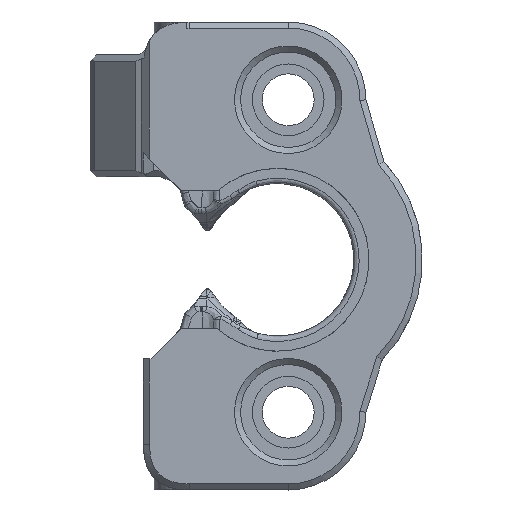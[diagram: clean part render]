
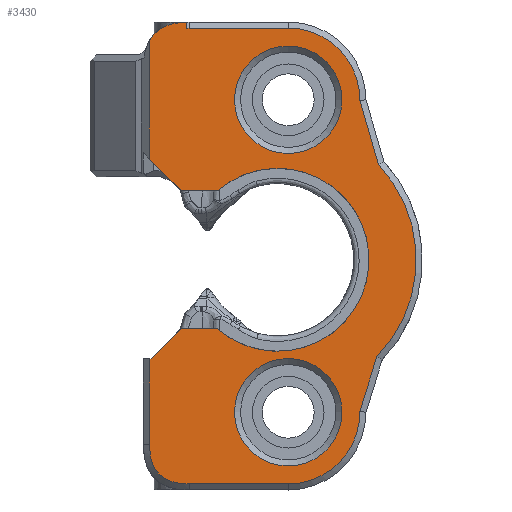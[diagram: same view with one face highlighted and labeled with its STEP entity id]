
A CAD part, left-side view. The second image highlights one B-rep face of the part: STEP entity #3430.
In plain terms, the highlighted planar face has unit normal (-1, 0, 0).
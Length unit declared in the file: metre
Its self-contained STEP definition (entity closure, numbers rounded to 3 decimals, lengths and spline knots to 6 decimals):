
#108=B_SPLINE_CURVE_WITH_KNOTS('',3,(#4682,#4683,#4684,#4685,#4686,#4687,
#4688),.UNSPECIFIED.,.F.,.F.,(4,1,1,1,4),(0.,0.001054,
0.002109,0.003163,0.004217),
 .UNSPECIFIED.);
#109=B_SPLINE_CURVE_WITH_KNOTS('',3,(#4708,#4709,#4710,#4711,#4712),
 .UNSPECIFIED.,.F.,.F.,(4,1,4),(0.,0.001416,0.002832),
 .UNSPECIFIED.);
#339=LINE('',#4648,#543);
#342=LINE('',#4673,#546);
#343=LINE('',#4676,#547);
#344=LINE('',#4677,#548);
#345=LINE('',#4678,#549);
#346=LINE('',#4680,#550);
#347=LINE('',#4690,#551);
#348=LINE('',#4694,#552);
#349=LINE('',#4698,#553);
#350=LINE('',#4702,#554);
#351=LINE('',#4704,#555);
#352=LINE('',#4706,#556);
#353=LINE('',#4714,#557);
#543=VECTOR('',#3943,1.);
#546=VECTOR('',#3958,1.);
#547=VECTOR('',#3959,1.);
#548=VECTOR('',#3960,1.);
#549=VECTOR('',#3961,1.);
#550=VECTOR('',#3962,1.);
#551=VECTOR('',#3963,1.);
#552=VECTOR('',#3966,1.);
#553=VECTOR('',#3969,1.);
#554=VECTOR('',#3972,1.);
#555=VECTOR('',#3973,1.);
#556=VECTOR('',#3974,1.);
#557=VECTOR('',#3975,1.);
#825=ORIENTED_EDGE('',*,*,#1878,.F.);
#826=ORIENTED_EDGE('',*,*,#1879,.F.);
#827=ORIENTED_EDGE('',*,*,#1880,.T.);
#828=ORIENTED_EDGE('',*,*,#1881,.T.);
#829=ORIENTED_EDGE('',*,*,#1877,.F.);
#830=ORIENTED_EDGE('',*,*,#1882,.F.);
#831=ORIENTED_EDGE('',*,*,#1871,.T.);
#832=ORIENTED_EDGE('',*,*,#1883,.T.);
#833=ORIENTED_EDGE('',*,*,#1884,.T.);
#834=ORIENTED_EDGE('',*,*,#1885,.T.);
#835=ORIENTED_EDGE('',*,*,#1886,.T.);
#836=ORIENTED_EDGE('',*,*,#1887,.T.);
#837=ORIENTED_EDGE('',*,*,#1888,.T.);
#838=ORIENTED_EDGE('',*,*,#1889,.T.);
#839=ORIENTED_EDGE('',*,*,#1890,.T.);
#840=ORIENTED_EDGE('',*,*,#1891,.T.);
#841=ORIENTED_EDGE('',*,*,#1892,.T.);
#842=ORIENTED_EDGE('',*,*,#1893,.T.);
#843=ORIENTED_EDGE('',*,*,#1894,.T.);
#844=ORIENTED_EDGE('',*,*,#1895,.T.);
#845=ORIENTED_EDGE('',*,*,#1896,.T.);
#1871=EDGE_CURVE('',#2393,#2398,#339,.T.);
#1877=EDGE_CURVE('',#2404,#2400,#2730,.T.);
#1878=EDGE_CURVE('',#2405,#2405,#2731,.T.);
#1879=EDGE_CURVE('',#2406,#2406,#2732,.T.);
#1880=EDGE_CURVE('',#2407,#2408,#342,.T.);
#1881=EDGE_CURVE('',#2408,#2400,#343,.T.);
#1882=EDGE_CURVE('',#2393,#2404,#344,.T.);
#1883=EDGE_CURVE('',#2398,#2409,#345,.T.);
#1884=EDGE_CURVE('',#2409,#2410,#346,.T.);
#1885=EDGE_CURVE('',#2410,#2411,#108,.T.);
#1886=EDGE_CURVE('',#2411,#2412,#347,.T.);
#1887=EDGE_CURVE('',#2412,#2413,#2733,.T.);
#1888=EDGE_CURVE('',#2413,#2414,#348,.T.);
#1889=EDGE_CURVE('',#2414,#2415,#2734,.T.);
#1890=EDGE_CURVE('',#2415,#2416,#349,.T.);
#1891=EDGE_CURVE('',#2416,#2417,#2735,.T.);
#1892=EDGE_CURVE('',#2417,#2418,#350,.T.);
#1893=EDGE_CURVE('',#2418,#2419,#351,.T.);
#1894=EDGE_CURVE('',#2419,#2420,#352,.T.);
#1895=EDGE_CURVE('',#2420,#2421,#109,.T.);
#1896=EDGE_CURVE('',#2421,#2407,#353,.T.);
#2393=VERTEX_POINT('',#4631);
#2398=VERTEX_POINT('',#4647);
#2400=VERTEX_POINT('',#4652);
#2404=VERTEX_POINT('',#4666);
#2405=VERTEX_POINT('',#4670);
#2406=VERTEX_POINT('',#4672);
#2407=VERTEX_POINT('',#4674);
#2408=VERTEX_POINT('',#4675);
#2409=VERTEX_POINT('',#4679);
#2410=VERTEX_POINT('',#4681);
#2411=VERTEX_POINT('',#4689);
#2412=VERTEX_POINT('',#4691);
#2413=VERTEX_POINT('',#4693);
#2414=VERTEX_POINT('',#4695);
#2415=VERTEX_POINT('',#4697);
#2416=VERTEX_POINT('',#4699);
#2417=VERTEX_POINT('',#4701);
#2418=VERTEX_POINT('',#4703);
#2419=VERTEX_POINT('',#4705);
#2420=VERTEX_POINT('',#4707);
#2421=VERTEX_POINT('',#4713);
#2730=CIRCLE('',#3682,0.006);
#2731=CIRCLE('',#3684,0.003525);
#2732=CIRCLE('',#3685,0.003525);
#2733=CIRCLE('',#3686,0.0047);
#2734=CIRCLE('',#3687,0.0091);
#2735=CIRCLE('',#3688,0.0047);
#2815=EDGE_LOOP('',(#825));
#2816=EDGE_LOOP('',(#826));
#2817=EDGE_LOOP('',(#827,#828,#829,#830,#831,#832,#833,#834,#835,#836,#837,
#838,#839,#840,#841,#842,#843,#844,#845));
#3079=FACE_BOUND('',#2815,.T.);
#3080=FACE_BOUND('',#2816,.T.);
#3081=FACE_BOUND('',#2817,.T.);
#3338=PLANE('',#3683);
#3430=ADVANCED_FACE('',(#3079,#3080,#3081),#3338,.T.);
#3682=AXIS2_PLACEMENT_3D('',#4667,#3950,#3951);
#3683=AXIS2_PLACEMENT_3D('',#4668,#3952,#3953);
#3684=AXIS2_PLACEMENT_3D('',#4669,#3954,#3955);
#3685=AXIS2_PLACEMENT_3D('',#4671,#3956,#3957);
#3686=AXIS2_PLACEMENT_3D('',#4692,#3964,#3965);
#3687=AXIS2_PLACEMENT_3D('',#4696,#3967,#3968);
#3688=AXIS2_PLACEMENT_3D('',#4700,#3970,#3971);
#3943=DIRECTION('',(0.,0.707,-0.707));
#3950=DIRECTION('',(-1.,0.,0.));
#3951=DIRECTION('',(0.,0.,1.));
#3952=DIRECTION('',(-1.,0.,0.));
#3953=DIRECTION('',(0.,0.,1.));
#3954=DIRECTION('',(-1.,0.,0.));
#3955=DIRECTION('',(0.,0.,1.));
#3956=DIRECTION('',(-1.,0.,0.));
#3957=DIRECTION('',(0.,0.,1.));
#3958=DIRECTION('',(0.,-0.707,-0.707));
#3959=DIRECTION('',(0.,-1.,0.));
#3960=DIRECTION('',(0.,-1.,0.));
#3961=DIRECTION('',(0.,1.,0.));
#3962=DIRECTION('',(0.,0.,-1.));
#3963=DIRECTION('',(0.,-1.,0.));
#3964=DIRECTION('',(-1.,0.,0.));
#3965=DIRECTION('',(0.,0.,1.));
#3966=DIRECTION('',(0.,-0.296,0.955));
#3967=DIRECTION('',(-1.,0.,0.));
#3968=DIRECTION('',(0.,0.,1.));
#3969=DIRECTION('',(0.,0.279,0.96));
#3970=DIRECTION('',(-1.,0.,0.));
#3971=DIRECTION('',(0.,0.,1.));
#3972=DIRECTION('',(0.,1.,0.));
#3973=DIRECTION('',(0.,1.,-0.017));
#3974=DIRECTION('',(0.,0.,1.));
#3975=DIRECTION('',(0.,0.,-1.));
#4631=CARTESIAN_POINT('',(0.01332,-0.07651,-0.043004));
#4647=CARTESIAN_POINT('',(0.01332,-0.07453,-0.044984));
#4648=CARTESIAN_POINT('',(0.01332,-0.095001,-0.024512));
#4652=CARTESIAN_POINT('',(0.01332,-0.078884,-0.033964));
#4666=CARTESIAN_POINT('',(0.01332,-0.078884,-0.043004));
#4667=CARTESIAN_POINT('',(0.01332,-0.08283,-0.038484));
#4668=CARTESIAN_POINT('',(0.01332,-0.087473,-0.016984));
#4669=CARTESIAN_POINT('',(0.01332,-0.08353,-0.048484));
#4670=CARTESIAN_POINT('',(0.01332,-0.08353,-0.044959));
#4671=CARTESIAN_POINT('',(0.01332,-0.08353,-0.027984));
#4672=CARTESIAN_POINT('',(0.01332,-0.08353,-0.024459));
#4673=CARTESIAN_POINT('',(0.01332,-0.073501,-0.030956));
#4674=CARTESIAN_POINT('',(0.01332,-0.07443,-0.031884));
#4675=CARTESIAN_POINT('',(0.01332,-0.07651,-0.033964));
#4676=CARTESIAN_POINT('',(0.01332,-0.078197,-0.033964));
#4677=CARTESIAN_POINT('',(0.01332,-0.078592,-0.043004));
#4678=CARTESIAN_POINT('',(0.01332,-0.087473,-0.044984));
#4679=CARTESIAN_POINT('',(0.01332,-0.07443,-0.044984));
#4680=CARTESIAN_POINT('',(0.01332,-0.07443,-0.016984));
#4681=CARTESIAN_POINT('',(0.01332,-0.07443,-0.050584));
#4682=CARTESIAN_POINT('',(0.01332,-0.07443,-0.050584));
#4683=CARTESIAN_POINT('',(0.01332,-0.07443,-0.050938));
#4684=CARTESIAN_POINT('',(0.01332,-0.074486,-0.051641));
#4685=CARTESIAN_POINT('',(0.01332,-0.07498,-0.052634));
#4686=CARTESIAN_POINT('',(0.01332,-0.075967,-0.053126));
#4687=CARTESIAN_POINT('',(0.01332,-0.076675,-0.053183));
#4688=CARTESIAN_POINT('',(0.01332,-0.07703,-0.053184));
#4689=CARTESIAN_POINT('',(0.01332,-0.07703,-0.053184));
#4690=CARTESIAN_POINT('',(0.01332,-0.08353,-0.053184));
#4691=CARTESIAN_POINT('',(0.01332,-0.08353,-0.053184));
#4692=CARTESIAN_POINT('',(0.01332,-0.08353,-0.048484));
#4693=CARTESIAN_POINT('',(0.01332,-0.08823,-0.048425));
#4694=CARTESIAN_POINT('',(0.01332,-0.089311,-0.044934));
#4695=CARTESIAN_POINT('',(0.01332,-0.08934,-0.044843));
#4696=CARTESIAN_POINT('',(0.01332,-0.08283,-0.038484));
#4697=CARTESIAN_POINT('',(0.01332,-0.089451,-0.032241));
#4698=CARTESIAN_POINT('',(0.01332,-0.085208,-0.017642));
#4699=CARTESIAN_POINT('',(0.01332,-0.08823,-0.02804));
#4700=CARTESIAN_POINT('',(0.01332,-0.08353,-0.027984));
#4701=CARTESIAN_POINT('',(0.01332,-0.08353,-0.023284));
#4702=CARTESIAN_POINT('',(0.01332,-0.07703,-0.023284));
#4703=CARTESIAN_POINT('',(0.01332,-0.07703,-0.023284));
#4704=CARTESIAN_POINT('',(0.01332,-0.087577,-0.023104));
#4705=CARTESIAN_POINT('',(0.01332,-0.076877,-0.023286));
#4706=CARTESIAN_POINT('',(0.01332,-0.076877,-0.027267));
#4707=CARTESIAN_POINT('',(0.01332,-0.076877,-0.022886));
#4708=CARTESIAN_POINT('',(0.01332,-0.076877,-0.022886));
#4709=CARTESIAN_POINT('',(0.01332,-0.076398,-0.022899));
#4710=CARTESIAN_POINT('',(0.01332,-0.07544,-0.023032));
#4711=CARTESIAN_POINT('',(0.01332,-0.07467,-0.023674));
#4712=CARTESIAN_POINT('',(0.01332,-0.074429,-0.024092));
#4713=CARTESIAN_POINT('',(0.01332,-0.074429,-0.024093));
#4714=CARTESIAN_POINT('',(0.01332,-0.07443,-0.016984));
